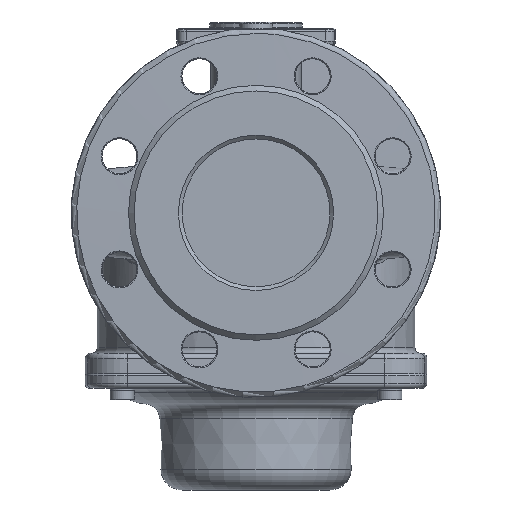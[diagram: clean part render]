
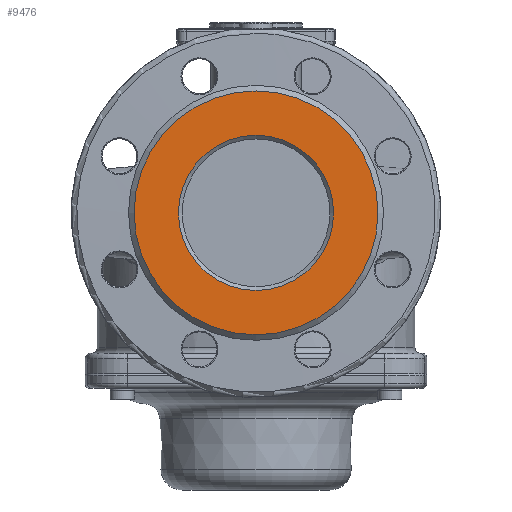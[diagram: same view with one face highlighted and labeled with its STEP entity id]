
A CAD part, left-side view. The second image highlights one B-rep face of the part: STEP entity #9476.
In plain terms, the highlighted planar face has unit normal (-1, 0, 0).
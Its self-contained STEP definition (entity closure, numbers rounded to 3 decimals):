
#9476=ADVANCED_FACE('',(#10233,#10234),#9983,.F.);
#9983=PLANE('',#19328);
#10233=FACE_BOUND('',#11012,.T.);
#10234=FACE_BOUND('',#11013,.T.);
#11012=EDGE_LOOP('',(#13486));
#11013=EDGE_LOOP('',(#13487));
#13486=ORIENTED_EDGE('',*,*,#17239,.T.);
#13487=ORIENTED_EDGE('',*,*,#16612,.T.);
#15447=VERTEX_POINT('',#25900);
#15752=VERTEX_POINT('',#31434);
#16612=EDGE_CURVE('',#15447,#15447,#18127,.T.);
#17239=EDGE_CURVE('',#15752,#15752,#18400,.T.);
#18127=CIRCLE('',#18824,66.);
#18400=CIRCLE('',#19327,42.);
#18824=AXIS2_PLACEMENT_3D('',#25899,#20330,#20331);
#19327=AXIS2_PLACEMENT_3D('',#31433,#21472,#21473);
#19328=AXIS2_PLACEMENT_3D('',#31435,#21474,#21475);
#20330=DIRECTION('',(-1.,0.,0.));
#20331=DIRECTION('',(0.,0.,-1.));
#21472=DIRECTION('',(1.,0.,0.));
#21473=DIRECTION('',(0.,0.,-1.));
#21474=DIRECTION('',(1.,0.,0.));
#21475=DIRECTION('',(0.,0.,-1.));
#25899=CARTESIAN_POINT('',(-135.,0.,0.));
#25900=CARTESIAN_POINT('',(-135.,0.,-66.));
#31433=CARTESIAN_POINT('',(-135.,0.,0.));
#31434=CARTESIAN_POINT('',(-135.,0.,-42.));
#31435=CARTESIAN_POINT('',(-135.,0.,0.));
